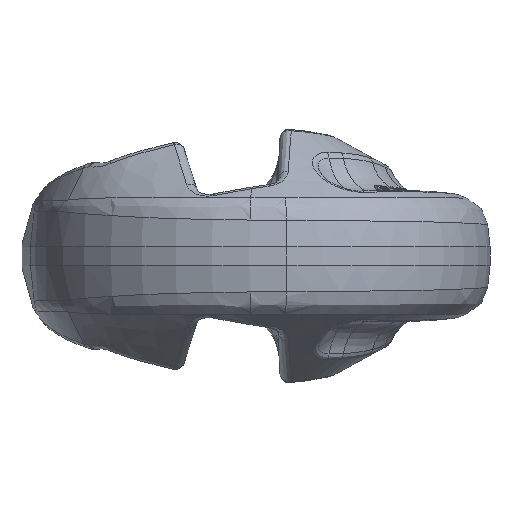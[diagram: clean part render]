
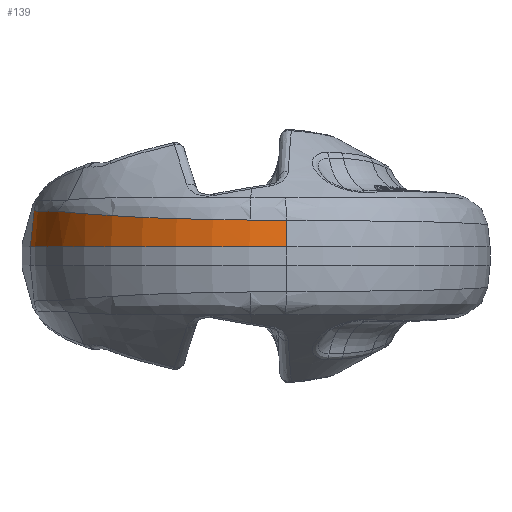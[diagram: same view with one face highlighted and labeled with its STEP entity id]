
A CAD part, front view. The second image highlights one B-rep face of the part: STEP entity #139.
In plain terms, the highlighted conical face has half-angle 6 degrees and reference radius 50.169 mm.
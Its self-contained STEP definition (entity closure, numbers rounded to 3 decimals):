
#139=ADVANCED_FACE('',(#789),#790,.T.);
#789=FACE_OUTER_BOUND('',#3460,.T.);
#790=CONICAL_SURFACE('',#3461,50.169,0.105);
#3460=EDGE_LOOP('',(#14339,#14340,#14341,#14342,#14343,#14344,#14345,#14346));
#3461=AXIS2_PLACEMENT_3D('',#14347,#14348,#14349);
#14339=ORIENTED_EDGE('',*,*,#18692,.T.);
#14340=ORIENTED_EDGE('',*,*,#18600,.F.);
#14341=ORIENTED_EDGE('',*,*,#18604,.F.);
#14342=ORIENTED_EDGE('',*,*,#18693,.T.);
#14343=ORIENTED_EDGE('',*,*,#18694,.T.);
#14344=ORIENTED_EDGE('',*,*,#18695,.T.);
#14345=ORIENTED_EDGE('',*,*,#18696,.T.);
#14346=ORIENTED_EDGE('',*,*,#18697,.T.);
#14347=CARTESIAN_POINT('',(10.469,-84.341,2.0));
#14348=DIRECTION('',(0.,0.,-1.0));
#14349=DIRECTION('',(-1.0,0.,0.));
#18600=EDGE_CURVE('',#20446,#20447,#20448,.T.);
#18604=EDGE_CURVE('',#20452,#20446,#20454,.T.);
#18692=EDGE_CURVE('',#20609,#20447,#20610,.T.);
#18693=EDGE_CURVE('',#20452,#20611,#20612,.T.);
#18694=EDGE_CURVE('',#20611,#20613,#20614,.T.);
#18695=EDGE_CURVE('',#20613,#20615,#20616,.T.);
#18696=EDGE_CURVE('',#20615,#20617,#20618,.T.);
#18697=EDGE_CURVE('',#20617,#20609,#20619,.T.);
#20446=VERTEX_POINT('',#24495);
#20447=VERTEX_POINT('',#24496);
#20448=LINE('',#24497,#24498);
#20452=VERTEX_POINT('',#24512);
#20454=B_SPLINE_CURVE_WITH_KNOTS('',3,(#24515,#24516,#24517,#24518),.UNSPECIFIED.,.F.,.F.,(4,4),(0.,1.0),.UNSPECIFIED.);
#20609=VERTEX_POINT('',#25229);
#20610=B_SPLINE_CURVE_WITH_KNOTS('',3,(#25230,#25231,#25232,#25233,#25234,#25235),.UNSPECIFIED.,.F.,.F.,(4,2,4),(0.,0.5,1.),.UNSPECIFIED.);
#20611=VERTEX_POINT('',#25236);
#20612=CIRCLE('',#25237,50.169);
#20613=VERTEX_POINT('',#25238);
#20614=LINE('',#25239,#25240);
#20615=VERTEX_POINT('',#25241);
#20616=B_SPLINE_CURVE_WITH_KNOTS('',3,(#25242,#25243,#25244,#25245),.UNSPECIFIED.,.F.,.F.,(4,4),(0.,1.0),.UNSPECIFIED.);
#20617=VERTEX_POINT('',#25246);
#20618=B_SPLINE_CURVE_WITH_KNOTS('',3,(#25247,#25248,#25249,#25250),.UNSPECIFIED.,.F.,.F.,(4,4),(0.0,1.0),.UNSPECIFIED.);
#20619=B_SPLINE_CURVE_WITH_KNOTS('',3,(#25251,#25252,#25253,#25254,#25255,#25256,#25257,#25258,#25259,#25260,#25261,#25262,#25263,#25264),.UNSPECIFIED.,.F.,.F.,(4,2,2,2,2,2,4),(0.,0.25,0.5,0.75,0.875,0.938,1.0),.UNSPECIFIED.);
#24495=CARTESIAN_POINT('',(-39.251,-86.408,5.863));
#24496=CARTESIAN_POINT('',(-38.813,-86.434,10.021));
#24497=CARTESIAN_POINT('',(-39.655,-86.469,2.0));
#24498=VECTOR('',#31896,1.0);
#24512=CARTESIAN_POINT('',(-39.655,-86.469,2.0));
#24515=CARTESIAN_POINT('',(-39.655,-86.469,2.));
#24516=CARTESIAN_POINT('',(-39.52,-86.464,3.288));
#24517=CARTESIAN_POINT('',(-39.384,-86.458,4.576));
#24518=CARTESIAN_POINT('',(-39.249,-86.452,5.863));
#25229=CARTESIAN_POINT('',(-33.49,-106.746,9.889));
#25230=CARTESIAN_POINT('',(-33.49,-106.746,9.889));
#25231=CARTESIAN_POINT('',(-35.101,-103.592,9.86));
#25232=CARTESIAN_POINT('',(-36.354,-100.31,9.832));
#25233=CARTESIAN_POINT('',(-38.148,-93.491,9.838));
#25234=CARTESIAN_POINT('',(-38.679,-89.97,9.862));
#25235=CARTESIAN_POINT('',(-38.813,-86.434,10.021));
#25236=CARTESIAN_POINT('',(16.984,-134.085,2.0));
#25237=AXIS2_PLACEMENT_3D('',#31951,#31952,#31953);
#25238=CARTESIAN_POINT('',(16.904,-133.473,7.868));
#25239=CARTESIAN_POINT('',(16.984,-134.085,2.0));
#25240=VECTOR('',#31954,1.0);
#25241=CARTESIAN_POINT('',(8.951,-133.864,7.926));
#25242=CARTESIAN_POINT('',(16.904,-133.473,7.868));
#25243=CARTESIAN_POINT('',(14.264,-133.817,7.885));
#25244=CARTESIAN_POINT('',(11.594,-133.947,7.905));
#25245=CARTESIAN_POINT('',(8.951,-133.864,7.926));
#25246=CARTESIAN_POINT('',(8.951,-133.862,7.939));
#25247=CARTESIAN_POINT('',(8.951,-133.864,7.926));
#25248=CARTESIAN_POINT('',(8.951,-133.863,7.93));
#25249=CARTESIAN_POINT('',(8.951,-133.863,7.935));
#25250=CARTESIAN_POINT('',(8.951,-133.862,7.939));
#25251=CARTESIAN_POINT('',(8.951,-133.862,7.939));
#25252=CARTESIAN_POINT('',(4.526,-133.72,7.999));
#25253=CARTESIAN_POINT('',(0.129,-132.979,8.067));
#25254=CARTESIAN_POINT('',(-8.25,-130.386,8.26));
#25255=CARTESIAN_POINT('',(-12.22,-128.554,8.383));
#25256=CARTESIAN_POINT('',(-19.682,-123.798,8.74));
#25257=CARTESIAN_POINT('',(-23.067,-120.923,9.029));
#25258=CARTESIAN_POINT('',(-27.515,-116.004,9.309));
#25259=CARTESIAN_POINT('',(-28.887,-114.264,9.412));
#25260=CARTESIAN_POINT('',(-30.759,-111.528,9.575));
#25261=CARTESIAN_POINT('',(-31.353,-110.594,9.629));
#25262=CARTESIAN_POINT('',(-32.478,-108.691,9.719));
#25263=CARTESIAN_POINT('',(-33.008,-107.723,9.757));
#25264=CARTESIAN_POINT('',(-33.49,-106.746,9.889));
#31896=DIRECTION('',(0.104,0.004,0.995));
#31951=CARTESIAN_POINT('',(10.469,-84.341,2.0));
#31952=DIRECTION('',(0.0,0.0,1.0));
#31953=DIRECTION('',(-1.0,0.0,0.0));
#31954=DIRECTION('',(-0.014,0.104,0.995));
